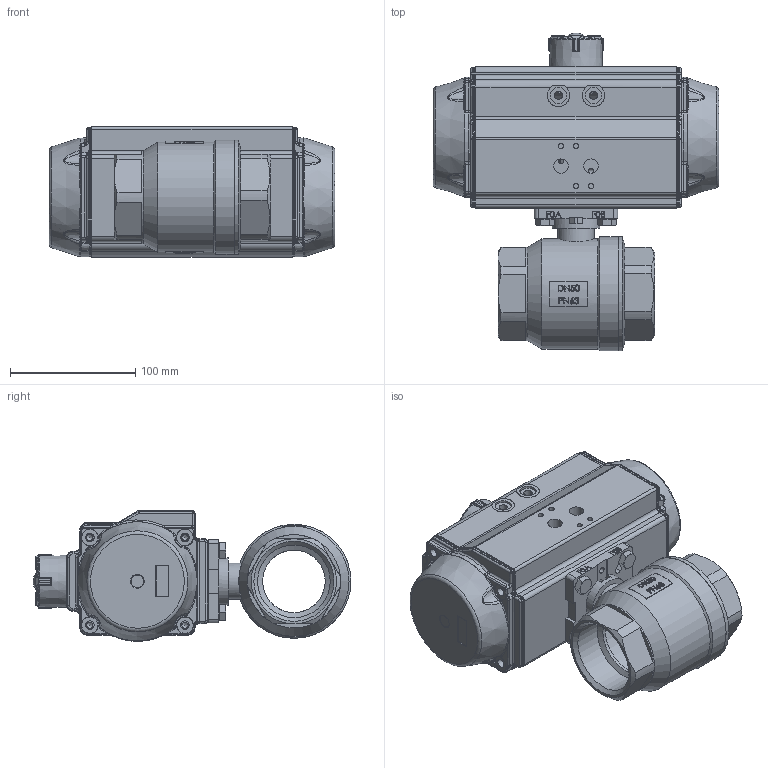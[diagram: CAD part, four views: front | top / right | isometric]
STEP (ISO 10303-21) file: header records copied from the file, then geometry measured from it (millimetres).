
FILE_DESCRIPTION(/* description */ ('Unknown'),/* implementation_level */ '2;1');
FILE_NAME(/* name */ 'PE04 9652-09',/* time_stamp */ '2025-01-15T11:35:02+01:00',/* author */ ('Unknown'),/* organization */ ('Unknown'),/* preprocessor_version */ 'ST-DEVELOPER v19.4',/* originating_system */ 'Solid Edge',/* authorisation */ 'Unknown');
FILE_SCHEMA (('INTEGRATED_CNC_SCHEMA','AUTOMOTIVE_DESIGN {1 0 10303 214 3 1 1}'));
Products named in the file (19): PE049652-09; 9652-09; T(樓馱)-DN50; Z-DN50; G(樓馱)-DN50; M-DN50; LM-DN50; FS-DN50; DIN 933 M8x22 A2-70 BLK_EDST; PD05_PE04; VTE85____; Optische Anzeige; ______; ________(___________; cup head nib bolts with large head gb_GB_FASTENER_BOLT_CHNBW M6X25-N; huosai85; zhou85; vt85-2016-06-25  _______MIR; vt85-2016-06-25
Assembly tree (25 placements, depth 4):
  PE049652-09
    9652-09
      T(樓馱)-DN50
      Z-DN50
      G(樓馱)-DN50
      M-DN50
      LM-DN50
      FS-DN50
    DIN 933 M8x22 A2-70 BLK_EDST  x4
    PD05_PE04
      VTE85____
      Optische Anzeige
        ______
        ________(___________  x4
        cup head nib bolts with large head gb_GB_FASTENER_BOLT_CHNBW M6X25-N
      huosai85  x2
      zhou85
      vt85-2016-06-25  _______MIR
      vt85-2016-06-25
Bounding box: 228 x 253.81 x 104.5 mm (x, y, z)
Volume: 1408934.9 mm3; surface area: 414677.5 mm2
Topology: 22 solids, 22 shells, 3319 faces, 8262 edges, 5121 vertices
Faces by surface type: plane 1008, cylinder 791, bspline 752, torus 506, cone 249, sphere 13
Full cylindrical faces by diameter (mm): 3 x16, 3.3 x8, 4 x2, 4.134 x8, 4.66 x1, 4.917 x13, 5 x2, 6 x1, 6.2 x1, 6.647 x6, 8 x4, 11.445 x2, 12 x2, 13 x14, 13.4 x1, 16.2 x1, 16.5 x1, 17 x1, 18 x2, 18.1 x1, 18.7 x1, 20 x7, 22.5 x1, 22.7 x2, 23 x12, 26 x1, 27 x1, 28.5 x1, 29 x1, 31.5 x1
Entity records: 102141 total; most frequent: CARTESIAN_POINT 45826, ORIENTED_EDGE 12302, DIRECTION 10151, EDGE_CURVE 6151, VERTEX_POINT 4009, AXIS2_PLACEMENT_3D 3990, FACE_BOUND 3110, EDGE_LOOP 3098
